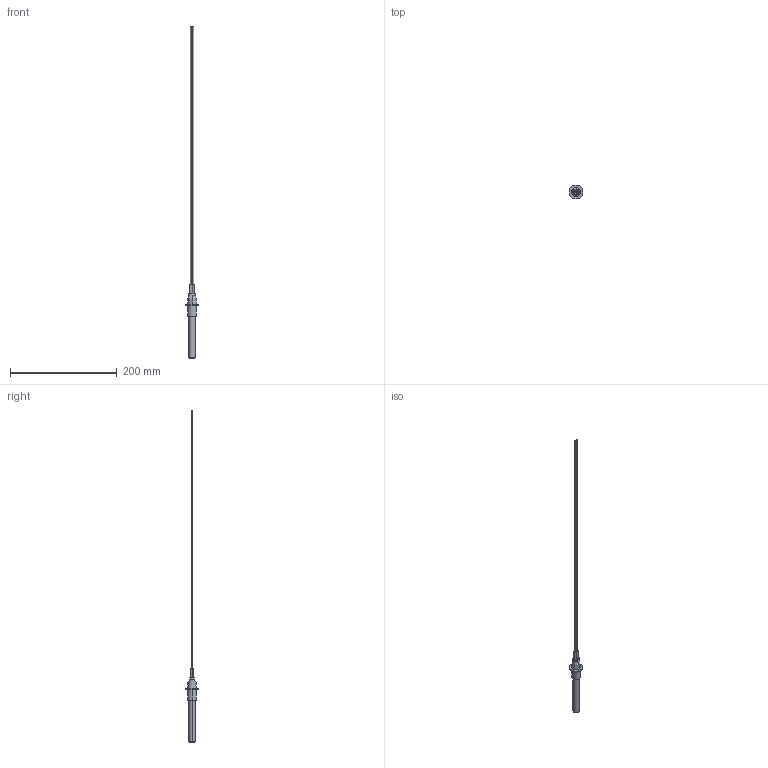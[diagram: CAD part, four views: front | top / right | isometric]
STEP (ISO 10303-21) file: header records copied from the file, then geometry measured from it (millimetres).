
FILE_DESCRIPTION (( 'STEP AP214' ), '1' );
FILE_NAME ('PSX-1-W_120V.STEP', '2015-07-02T08:36:20', ( 'pc' ), ( '' ), 'SwSTEP 2.0', 'SolidWorks 2014', '' );
FILE_SCHEMA (( 'AUTOMOTIVE_DESIGN' ));
Length unit declared in the file: millimetre
Products named in the file (1): PSX-1-W_120V
Bounding box: 26 x 26 x 620.6 mm (x, y, z)
Volume: 14829.7 mm3; surface area: 16516.2 mm2
Topology: 8 solids, 8 shells, 53 faces, 108 edges, 72 vertices
Faces by surface type: cylinder 24, plane 21, bspline 8
Entity records: 22061 total; most frequent: CARTESIAN_POINT 20333, DIRECTION 236, ORIENTED_EDGE 216, EDGE_CURVE 108, AXIS2_PLACEMENT_3D 98, VERTEX_POINT 72, EDGE_LOOP 60, UNCERTAINTY_MEASURE_WITH_UNIT 55
